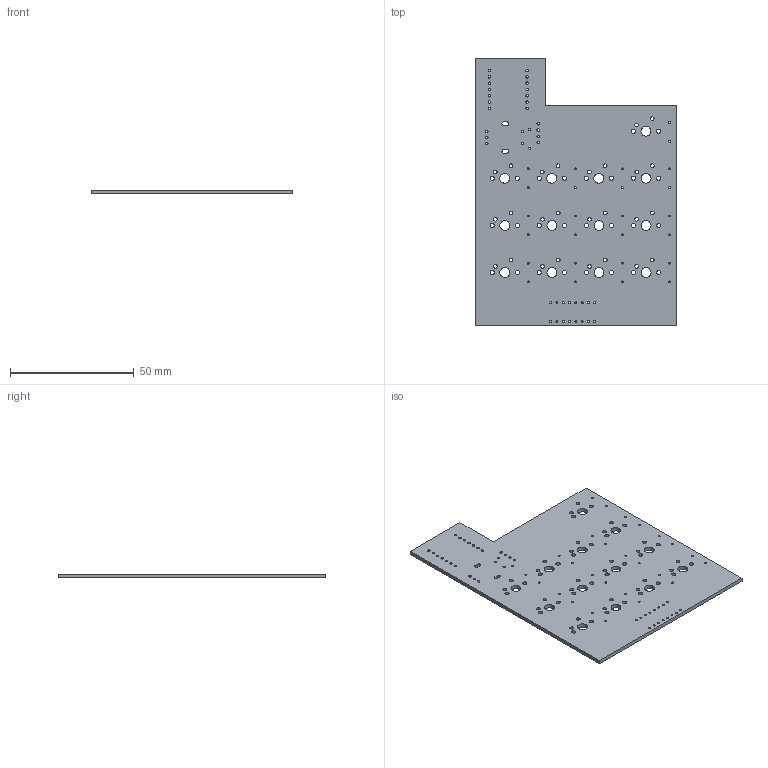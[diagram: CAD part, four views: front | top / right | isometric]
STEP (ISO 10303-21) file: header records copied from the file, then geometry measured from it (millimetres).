
FILE_DESCRIPTION(('KiCad electronic assembly'),'2;1');
FILE_NAME('HeckerPad.step','2024-10-21T22:23:01',('Pcbnew'),('Kicad'), 'Open CASCADE STEP processor 7.8','KiCad to STEP converter','Unknown' );
FILE_SCHEMA(('AUTOMOTIVE_DESIGN { 1 0 10303 214 1 1 1 1 }'));
Length unit declared in the file: millimetre
Products named in the file (2): HeckerPad 1; _autosave-HeckerPad_PCB
Assembly tree (1 placements, depth 2):
  HeckerPad 1
    _autosave-HeckerPad_PCB
Bounding box: 81.5 x 108 x 1.6 mm (x, y, z)
Volume: 11966.9 mm3; surface area: 16559.5 mm2
Topology: 1 solids, 1 shells, 148 faces, 438 edges, 292 vertices
Faces by surface type: cylinder 136, plane 12
Full cylindrical faces by diameter (mm): 0.787 x16, 0.8 x28, 1 x23, 1.5 x26, 1.7 x26, 4 x13
Entity records: 5687 total; most frequent: DIRECTION 1010, CARTESIAN_POINT 880, ORIENTED_EDGE 876, EDGE_CURVE 438, AXIS2_PLACEMENT_3D 422, FACE_BOUND 416, EDGE_LOOP 416, VERTEX_POINT 292
